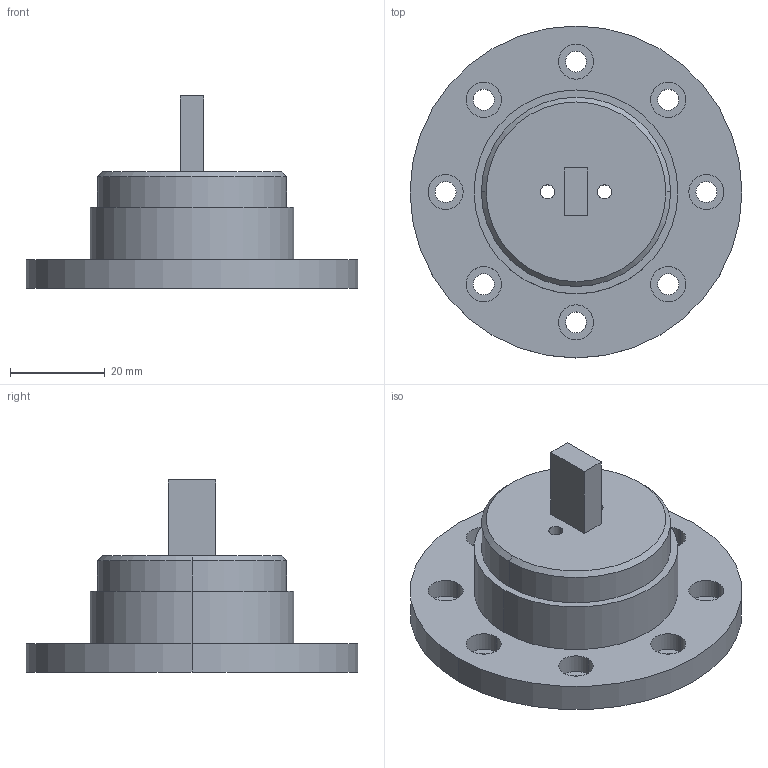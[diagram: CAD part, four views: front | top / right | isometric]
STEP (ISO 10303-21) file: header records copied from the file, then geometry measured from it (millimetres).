
FILE_DESCRIPTION (( 'STEP AP214' ), '1' );
FILE_NAME ('centre part.STEP', '2025-02-06T20:16:34', ( '' ), ( '' ), 'SwSTEP 2.0', 'SolidWorks 2023', '' );
FILE_SCHEMA (( 'AUTOMOTIVE_DESIGN' ));
Length unit declared in the file: millimetre
Products named in the file (1): centre part
Bounding box: 70 x 70 x 40.5 mm (x, y, z)
Volume: 47215.1 mm3; surface area: 13003.1 mm2
Topology: 1 solids, 1 shells, 61 faces, 142 edges, 94 vertices
Faces by surface type: cylinder 42, plane 17, cone 2
Entity records: 1849 total; most frequent: DIRECTION 352, CARTESIAN_POINT 298, ORIENTED_EDGE 284, AXIS2_PLACEMENT_3D 148, EDGE_CURVE 142, VERTEX_POINT 94, EDGE_LOOP 92, CIRCLE 86
